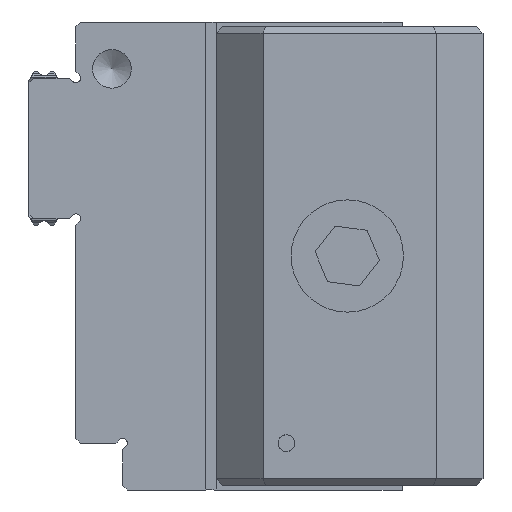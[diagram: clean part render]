
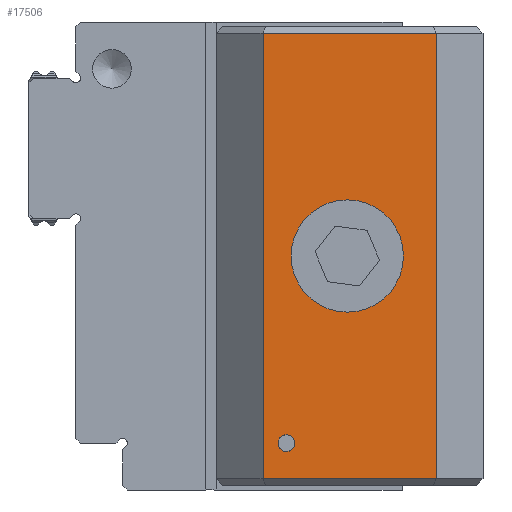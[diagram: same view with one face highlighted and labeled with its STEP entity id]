
A CAD part, left-side view. The second image highlights one B-rep face of the part: STEP entity #17506.
In plain terms, the highlighted planar face has unit normal (-1, 0, 0).
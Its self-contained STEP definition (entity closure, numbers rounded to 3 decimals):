
#355=FACE_BOUND('',#3233,.T.);
#356=FACE_BOUND('',#3234,.T.);
#1163=CIRCLE('',#18498,6.);
#1166=CIRCLE('',#18505,0.9);
#2310=FACE_OUTER_BOUND('',#3232,.T.);
#3232=EDGE_LOOP('',(#12269,#12270,#12271,#12272));
#3233=EDGE_LOOP('',(#12273));
#3234=EDGE_LOOP('',(#12274));
#4241=LINE('',#26265,#5911);
#4244=LINE('',#26271,#5914);
#4245=LINE('',#26273,#5915);
#4246=LINE('',#26274,#5916);
#5911=VECTOR('',#20292,10.);
#5914=VECTOR('',#20297,10.);
#5915=VECTOR('',#20298,10.);
#5916=VECTOR('',#20299,10.);
#7626=VERTEX_POINT('',#26247);
#7630=VERTEX_POINT('',#26261);
#7632=VERTEX_POINT('',#26264);
#7634=VERTEX_POINT('',#26270);
#7635=VERTEX_POINT('',#26272);
#7636=VERTEX_POINT('',#26275);
#9416=EDGE_CURVE('',#7626,#7626,#1163,.T.);
#9424=EDGE_CURVE('',#7630,#7632,#4241,.T.);
#9427=EDGE_CURVE('',#7634,#7630,#4244,.T.);
#9428=EDGE_CURVE('',#7634,#7635,#4245,.T.);
#9429=EDGE_CURVE('',#7632,#7635,#4246,.T.);
#9430=EDGE_CURVE('',#7636,#7636,#1166,.T.);
#12269=ORIENTED_EDGE('',*,*,#9427,.F.);
#12270=ORIENTED_EDGE('',*,*,#9428,.T.);
#12271=ORIENTED_EDGE('',*,*,#9429,.F.);
#12272=ORIENTED_EDGE('',*,*,#9424,.F.);
#12273=ORIENTED_EDGE('',*,*,#9430,.T.);
#12274=ORIENTED_EDGE('',*,*,#9416,.T.);
#16858=PLANE('',#18504);
#17506=ADVANCED_FACE('',(#2310,#355,#356),#16858,.T.);
#18498=AXIS2_PLACEMENT_3D('',#26248,#20275,#20276);
#18504=AXIS2_PLACEMENT_3D('',#26269,#20295,#20296);
#18505=AXIS2_PLACEMENT_3D('',#26276,#20300,#20301);
#20275=DIRECTION('center_axis',(1.,0.,0.));
#20276=DIRECTION('ref_axis',(0.,0.,
-1.));
#20292=DIRECTION('',(0.,0.,-1.));
#20295=DIRECTION('center_axis',(-1.,0.,0.));
#20296=DIRECTION('ref_axis',(0.,0.,
-1.));
#20297=DIRECTION('',(0.,-1.,0.));
#20298=DIRECTION('',(0.,0.,-1.));
#20299=DIRECTION('',(0.,1.,0.));
#20300=DIRECTION('center_axis',(1.,0.,0.));
#20301=DIRECTION('ref_axis',(0.,0.,
1.));
#26247=CARTESIAN_POINT('',(-52.589,16.937,29.485));
#26248=CARTESIAN_POINT('Origin',(-52.589,16.937,23.485));
#26261=CARTESIAN_POINT('',(-52.589,7.437,47.285));
#26264=CARTESIAN_POINT('',(-52.589,7.437,-0.315));
#26265=CARTESIAN_POINT('',(-52.589,7.437,47.985));
#26269=CARTESIAN_POINT('Origin',(-52.589,25.937,47.985));
#26270=CARTESIAN_POINT('',(-52.589,25.937,47.285));
#26271=CARTESIAN_POINT('',(-52.589,21.581,47.285));
#26272=CARTESIAN_POINT('',(-52.589,25.937,-0.315));
#26273=CARTESIAN_POINT('',(-52.589,25.937,47.985));
#26274=CARTESIAN_POINT('',(-52.589,21.581,-0.315));
#26275=CARTESIAN_POINT('',(-52.589,23.437,2.585));
#26276=CARTESIAN_POINT('Origin',(-52.589,23.437,3.485));
